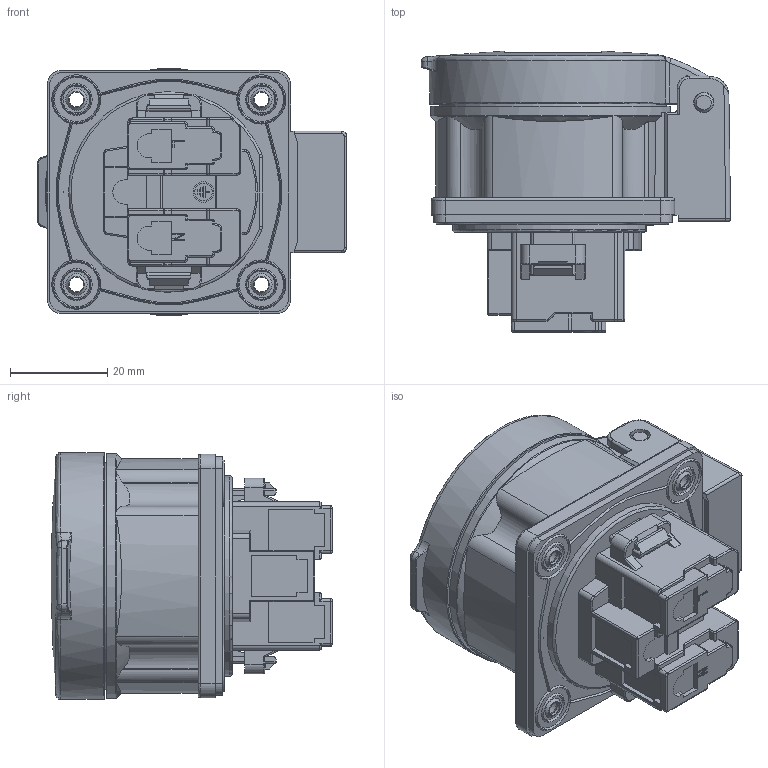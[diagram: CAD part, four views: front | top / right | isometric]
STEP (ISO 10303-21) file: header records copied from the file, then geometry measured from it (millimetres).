
FILE_DESCRIPTION (( 'STEP AP203' ), '1' );
FILE_NAME ('1313.STEP', '2022-05-06T07:27:14', ( '' ), ( '' ), 'SwSTEP 2.0', 'SolidWorks 2021', '' );
FILE_SCHEMA (( 'CONFIG_CONTROL_DESIGN' ));
Length unit declared in the file: millimetre
Products named in the file (1): 1313
Bounding box: 63.49 x 57.81 x 50.77 mm (x, y, z)
Volume: 51476.4 mm3; surface area: 30008.8 mm2
Topology: 2 solids, 2 shells, 1027 faces, 2659 edges, 1689 vertices
Faces by surface type: plane 437, cylinder 290, bspline 140, torus 81, cone 77, sphere 2
Full cylindrical faces by diameter (mm): 3 x4, 3.6 x1, 4 x2, 4.15 x2, 4.2 x1, 4.4 x4, 4.6 x3, 7.8 x4, 41 x2, 42.2 x2, 43.6 x1
Entity records: 35175 total; most frequent: CARTESIAN_POINT 11918, ORIENTED_EDGE 5070, DIRECTION 4308, EDGE_CURVE 2535, VERTEX_POINT 1644, AXIS2_PLACEMENT_3D 1467, LINE 1374, VECTOR 1374
